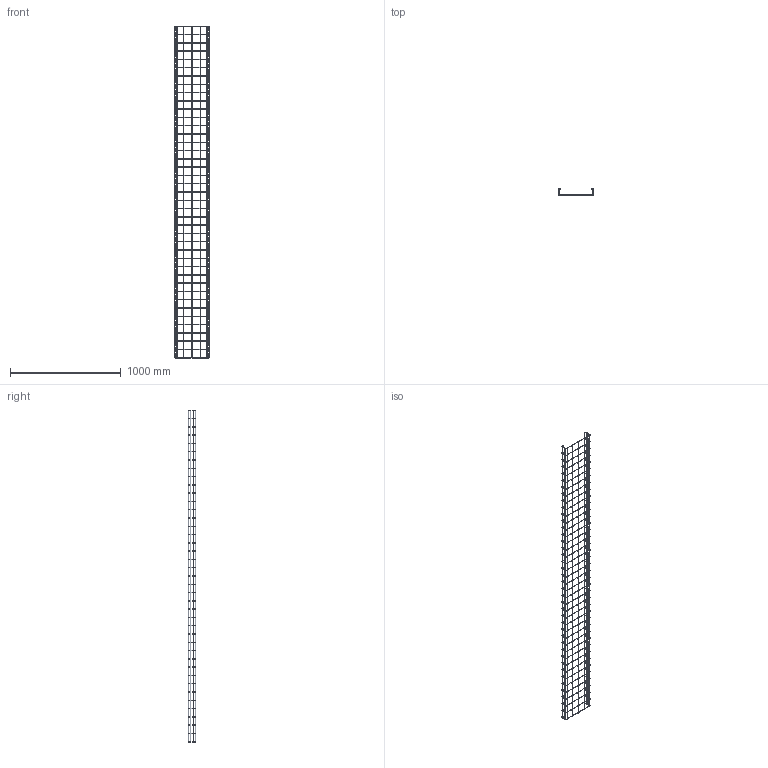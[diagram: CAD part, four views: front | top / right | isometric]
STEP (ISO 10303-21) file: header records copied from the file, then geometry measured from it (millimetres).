
FILE_DESCRIPTION(('CoCreate Modeling STEP Export'),'2;1');
FILE_NAME('0003020_1-6017452.step','2013-12-16T10:59:32',(''),(''),'CoCreate Modeling STEP processor for AP214 (Solid Model)','CoCreate Modeling 16.00B 02-Dec-2008 (C) Parametric Technology GmbH','');
FILE_SCHEMA(('AUTOMOTIVE_DESIGN { 1 0 10303 214 1 1 1 1 }'));
Products named in the file (1): C-Gitterkabelrinne
Bounding box: 316 x 66 x 3004.4 mm (x, y, z)
Surface area: 693593.2 mm2 (no closed solid volume)
Topology: 0 solids, 1 shells, 864 faces, 4121 edges, 2603 vertices
Faces by surface type: cylinder 432, torus 328, plane 104
Entity records: 59735 total; most frequent: CARTESIAN_POINT 30820, ORIENTED_EDGE 8166, EDGE_CURVE 4121, DIRECTION 3696, VERTEX_POINT 2603, AXIS2_PLACEMENT_3D 1632, B_SPLINE_CURVE_WITH_KNOTS 1628, SURFACE_CURVE 1628
